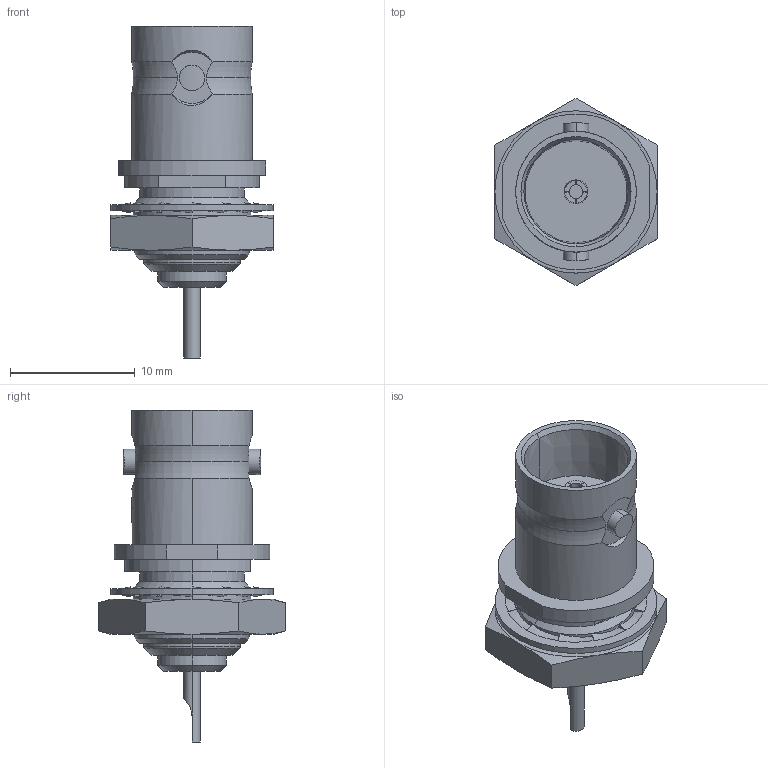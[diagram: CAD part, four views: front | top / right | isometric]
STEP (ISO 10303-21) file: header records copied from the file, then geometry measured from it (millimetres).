
FILE_DESCRIPTION (( 'STEP AP214' ), '1' );
FILE_NAME ('J01003A1220.STEP', '2018-07-12T11:47:12', ( '' ), ( '' ), 'SwSTEP 2.0', 'SolidWorks 2017', '' );
FILE_SCHEMA (( 'AUTOMOTIVE_DESIGN' ));
Length unit declared in the file: millimetre
Products named in the file (1): J01003A1220
Bounding box: 13 x 15.01 x 26.6 mm (x, y, z)
Volume: 1449.4 mm3; surface area: 1390.4 mm2
Topology: 2 solids, 2 shells, 237 faces, 565 edges, 351 vertices
Faces by surface type: plane 107, cone 52, bspline 36, cylinder 34, torus 8
Entity records: 10139 total; most frequent: CARTESIAN_POINT 2366, ORIENTED_EDGE 1130, DIRECTION 952, EDGE_CURVE 565, VERTEX_POINT 351, AXIS2_PLACEMENT_3D 333, LINE 286, VECTOR 286
